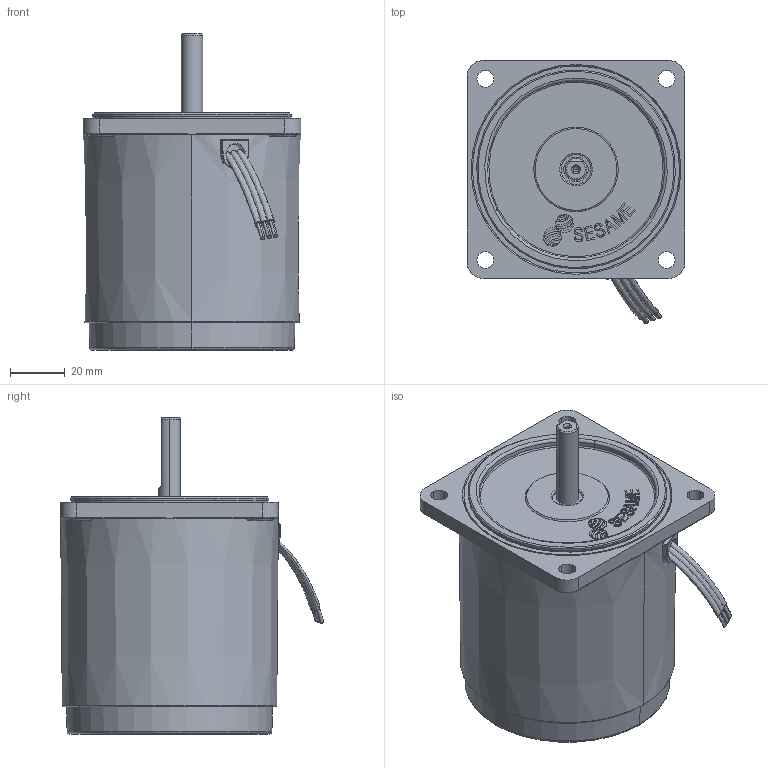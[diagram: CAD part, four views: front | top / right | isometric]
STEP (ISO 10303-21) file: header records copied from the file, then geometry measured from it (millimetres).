
FILE_DESCRIPTION (( 'STEP AP203' ), '1' );
FILE_NAME ('4TK10A-¡¼P(5CA20¡¼3000Z0).STEP', '2018-04-23T00:07:59', ( '' ), ( '' ), 'SwSTEP 2.0', 'SolidWorks 2010', '' );
FILE_SCHEMA (( 'CONFIG_CONTROL_DESIGN' ));
Length unit declared in the file: millimetre
Products named in the file (6): C475-C473_C475成品-車工; 25A_0成品; 4TK10A-〖P(5CA20〖3000Z0); M425A_成品; 線扣; 出口線-3條
Assembly tree (5 placements, depth 2):
  4TK10A-〖P(5CA20〖3000Z0)
    25A_0成品
    線扣
    C475-C473_C475成品-車工
    M425A_成品
    出口線-3條
Bounding box: 80 x 96.51 x 116 mm (x, y, z)
Volume: 426830 mm3; surface area: 52459.3 mm2
Topology: 7 solids, 8 shells, 826 faces, 2074 edges, 1294 vertices
Faces by surface type: plane 395, cylinder 294, torus 65, bspline 47, cone 21, sphere 4
Entity records: 28598 total; most frequent: CARTESIAN_POINT 7806, DIRECTION 4433, ORIENTED_EDGE 4132, EDGE_CURVE 2066, AXIS2_PLACEMENT_3D 1673, VERTEX_POINT 1294, VECTOR 1087, LINE 1087
